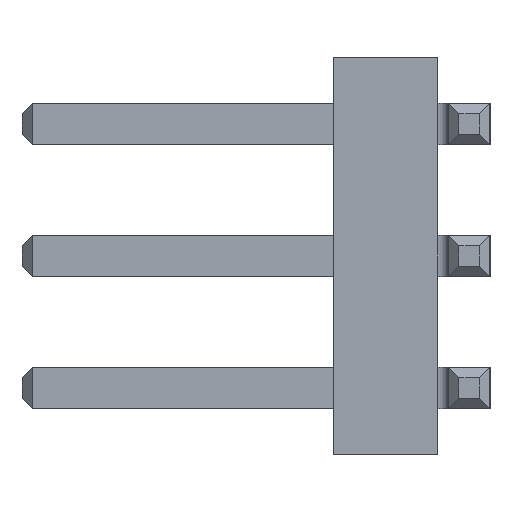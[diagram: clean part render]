
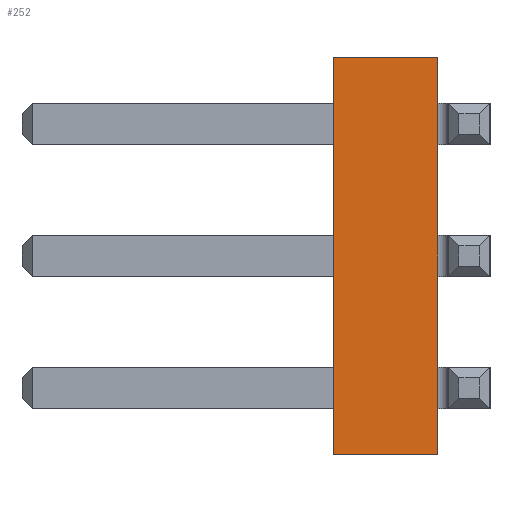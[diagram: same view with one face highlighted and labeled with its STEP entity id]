
A CAD part, left-side view. The second image highlights one B-rep face of the part: STEP entity #252.
In plain terms, the highlighted planar face has unit normal (-1, 0, 0).
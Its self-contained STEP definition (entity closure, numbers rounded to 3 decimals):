
#29 = EDGE_CURVE ( 'NONE', #2449, #549, #2333, .T. ) ;
#168 = VECTOR ( 'NONE', #1716, 1000. ) ;
#182 = ORIENTED_EDGE ( 'NONE', *, *, #3851, .T. ) ;
#252 = ADVANCED_FACE ( 'NONE', ( #2724 ), #5327, .F. ) ;
#331 = DIRECTION ( 'NONE',  ( 0., 0., -1. ) ) ;
#359 = AXIS2_PLACEMENT_3D ( 'NONE', #4472, #1865, #4895 ) ;
#549 = VERTEX_POINT ( 'NONE', #4661 ) ;
#591 = VECTOR ( 'NONE', #5137, 1000. ) ;
#641 = CARTESIAN_POINT ( 'NONE',  ( 0., 0., 0. ) ) ;
#1170 = VECTOR ( 'NONE', #2817, 1000. ) ;
#1386 = ORIENTED_EDGE ( 'NONE', *, *, #4696, .F. ) ;
#1568 = CARTESIAN_POINT ( 'NONE',  ( 0., 0., 3.81 ) ) ;
#1716 = DIRECTION ( 'NONE',  ( 0., 0., -1. ) ) ;
#1720 = VECTOR ( 'NONE', #331, 1000. ) ;
#1787 = EDGE_CURVE ( 'NONE', #2991, #549, #4908, .T. ) ;
#1822 = CARTESIAN_POINT ( 'NONE',  ( 0., 1., 0. ) ) ;
#1865 = DIRECTION ( 'NONE',  ( 1., 0., 0. ) ) ;
#1902 = EDGE_LOOP ( 'NONE', ( #5092, #5570, #1386, #182 ) ) ;
#2280 = CARTESIAN_POINT ( 'NONE',  ( 0., 1., 3.81 ) ) ;
#2333 = LINE ( 'NONE', #641, #1170 ) ;
#2449 = VERTEX_POINT ( 'NONE', #1822 ) ;
#2724 = FACE_OUTER_BOUND ( 'NONE', #1902, .T. ) ;
#2817 = DIRECTION ( 'NONE',  ( 0., -1., 0. ) ) ;
#2991 = VERTEX_POINT ( 'NONE', #1568 ) ;
#3292 = VERTEX_POINT ( 'NONE', #2280 ) ;
#3443 = CARTESIAN_POINT ( 'NONE',  ( 0., 1., 3.81 ) ) ;
#3643 = LINE ( 'NONE', #3443, #168 ) ;
#3851 = EDGE_CURVE ( 'NONE', #3292, #2449, #3643, .T. ) ;
#4077 = LINE ( 'NONE', #4690, #591 ) ;
#4472 = CARTESIAN_POINT ( 'NONE',  ( 0., 0., 3.81 ) ) ;
#4661 = CARTESIAN_POINT ( 'NONE',  ( 0., 0., 0. ) ) ;
#4690 = CARTESIAN_POINT ( 'NONE',  ( 0., 0., 3.81 ) ) ;
#4696 = EDGE_CURVE ( 'NONE', #3292, #2991, #4077, .T. ) ;
#4895 = DIRECTION ( 'NONE',  ( 0., 1., 0. ) ) ;
#4908 = LINE ( 'NONE', #5552, #1720 ) ;
#5092 = ORIENTED_EDGE ( 'NONE', *, *, #29, .T. ) ;
#5137 = DIRECTION ( 'NONE',  ( 0., -1., 0. ) ) ;
#5327 = PLANE ( 'NONE',  #359 ) ;
#5552 = CARTESIAN_POINT ( 'NONE',  ( 0., 0., 3.81 ) ) ;
#5570 = ORIENTED_EDGE ( 'NONE', *, *, #1787, .F. ) ;
